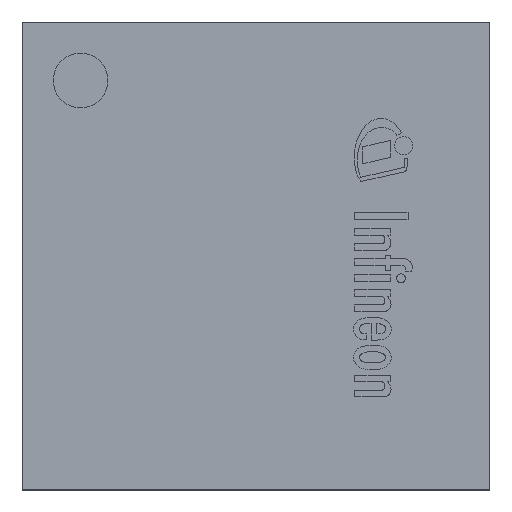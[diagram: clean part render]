
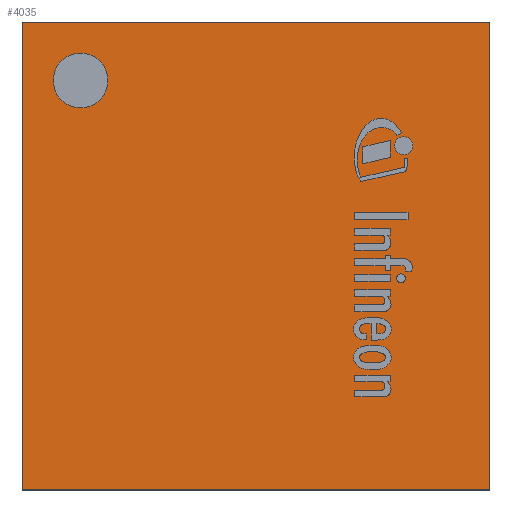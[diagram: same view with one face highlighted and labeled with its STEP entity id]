
A CAD part, top view. The second image highlights one B-rep face of the part: STEP entity #4035.
In plain terms, the highlighted planar face has unit normal (0, 0, 1).
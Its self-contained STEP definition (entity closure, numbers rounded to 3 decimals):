
#333=LINE('',#6326,#608);
#337=LINE('',#6334,#612);
#340=LINE('',#6340,#615);
#343=LINE('',#6345,#618);
#608=VECTOR('',#5019,1.);
#612=VECTOR('',#5025,1.);
#615=VECTOR('',#5030,1.);
#618=VECTOR('',#5035,1.);
#889=PLANE('',#4500);
#1078=FACE_BOUND('',#1541,.T.);
#1169=FACE_OUTER_BOUND('',#1540,.T.);
#1540=EDGE_LOOP('',(#3019,#3020,#3021,#3022));
#1541=EDGE_LOOP('',(#3023));
#1988=CIRCLE('',#4493,0.35);
#2152=VERTEX_POINT('',#6320);
#2153=VERTEX_POINT('',#6324);
#2154=VERTEX_POINT('',#6325);
#2157=VERTEX_POINT('',#6333);
#2159=VERTEX_POINT('',#6339);
#2522=EDGE_CURVE('',#2152,#2152,#1988,.T.);
#2523=EDGE_CURVE('',#2153,#2154,#333,.T.);
#2527=EDGE_CURVE('',#2157,#2153,#337,.T.);
#2530=EDGE_CURVE('',#2159,#2157,#340,.T.);
#2533=EDGE_CURVE('',#2154,#2159,#343,.T.);
#3019=ORIENTED_EDGE('',*,*,#2533,.F.);
#3020=ORIENTED_EDGE('',*,*,#2523,.F.);
#3021=ORIENTED_EDGE('',*,*,#2527,.F.);
#3022=ORIENTED_EDGE('',*,*,#2530,.F.);
#3023=ORIENTED_EDGE('',*,*,#2522,.T.);
#4035=ADVANCED_FACE('',(#1169,#1078),#889,.T.);
#4493=AXIS2_PLACEMENT_3D('',#6321,#5013,#5014);
#4500=AXIS2_PLACEMENT_3D('',#6348,#5039,#5040);
#5013=DIRECTION('center_axis',(0.,0.,-1.));
#5014=DIRECTION('ref_axis',(0.,1.,0.));
#5019=DIRECTION('',(1.,0.,0.));
#5025=DIRECTION('',(0.,1.,0.));
#5030=DIRECTION('',(-1.,0.,0.));
#5035=DIRECTION('',(0.,-1.,0.));
#5039=DIRECTION('center_axis',(0.,0.,1.));
#5040=DIRECTION('ref_axis',(0.,-1.,0.));
#6320=CARTESIAN_POINT('',(-2.249,1.9,0.83));
#6321=CARTESIAN_POINT('Origin',(-2.249,2.25,0.83));
#6324=CARTESIAN_POINT('',(-3.,3.,0.83));
#6325=CARTESIAN_POINT('',(3.,3.,0.83));
#6326=CARTESIAN_POINT('',(-3.,3.,0.83));
#6333=CARTESIAN_POINT('',(-3.,-3.,0.83));
#6334=CARTESIAN_POINT('',(-3.,-3.,0.83));
#6339=CARTESIAN_POINT('',(3.,-3.,0.83));
#6340=CARTESIAN_POINT('',(3.,-3.,0.83));
#6345=CARTESIAN_POINT('',(3.,3.,0.83));
#6348=CARTESIAN_POINT('Origin',(0.,0.,0.83));
